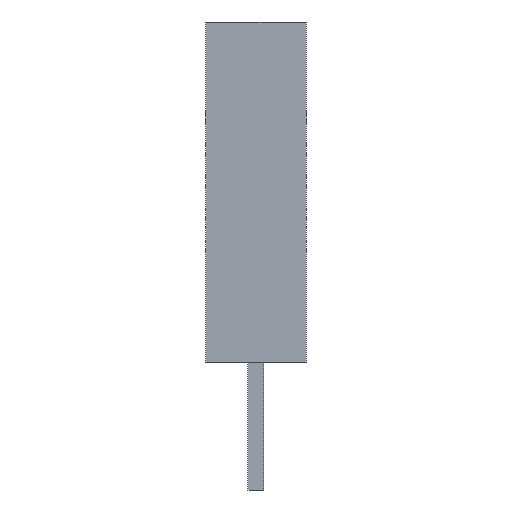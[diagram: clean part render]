
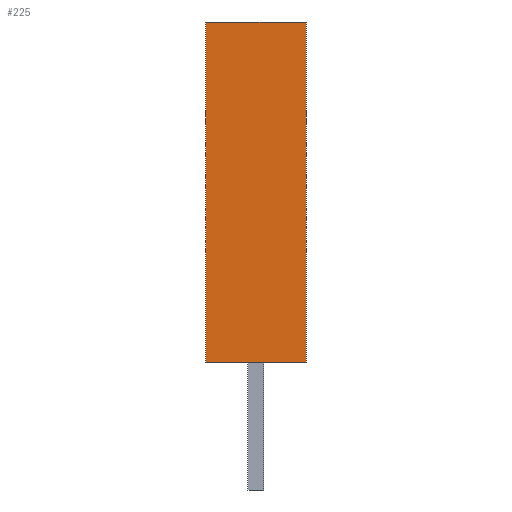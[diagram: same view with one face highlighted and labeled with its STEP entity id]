
A CAD part, left-side view. The second image highlights one B-rep face of the part: STEP entity #225.
In plain terms, the highlighted planar face has unit normal (-1, 0, 0).
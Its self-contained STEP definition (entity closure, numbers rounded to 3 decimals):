
#225=ADVANCED_FACE('',(#344),#345,.F.);
#344=FACE_OUTER_BOUND('',#410,.T.);
#345=PLANE('',#411);
#410=EDGE_LOOP('',(#487,#488,#489,#490));
#411=AXIS2_PLACEMENT_3D('',#491,#492,#493);
#487=ORIENTED_EDGE('',*,*,#597,.T.);
#488=ORIENTED_EDGE('',*,*,#611,.F.);
#489=ORIENTED_EDGE('',*,*,#604,.F.);
#490=ORIENTED_EDGE('',*,*,#593,.T.);
#491=CARTESIAN_POINT('',(22.48,-16.924,8.5));
#492=DIRECTION('',(1.0,0.0,0.0));
#493=DIRECTION('',(0.0,0.0,-1.0));
#593=EDGE_CURVE('',#648,#646,#649,.T.);
#597=EDGE_CURVE('',#646,#654,#655,.T.);
#604=EDGE_CURVE('',#648,#664,#665,.T.);
#611=EDGE_CURVE('',#664,#654,#676,.T.);
#646=VERTEX_POINT('',#723);
#648=VERTEX_POINT('',#726);
#649=LINE('',#727,#728);
#654=VERTEX_POINT('',#735);
#655=LINE('',#736,#737);
#664=VERTEX_POINT('',#750);
#665=LINE('',#751,#752);
#676=LINE('',#768,#769);
#723=CARTESIAN_POINT('',(22.48,-16.924,0.0));
#726=CARTESIAN_POINT('',(22.48,-16.924,8.5));
#727=CARTESIAN_POINT('',(22.48,-16.924,8.5));
#728=VECTOR('',#835,1.0);
#735=CARTESIAN_POINT('',(22.48,-19.424,0.0));
#736=CARTESIAN_POINT('',(22.48,-16.924,0.0));
#737=VECTOR('',#838,1.0);
#750=CARTESIAN_POINT('',(22.48,-19.424,8.5));
#751=CARTESIAN_POINT('',(22.48,-16.924,8.5));
#752=VECTOR('',#843,1.0);
#768=CARTESIAN_POINT('',(22.48,-19.424,8.5));
#769=VECTOR('',#849,1.0);
#835=DIRECTION('',(0.0,0.0,-1.0));
#838=DIRECTION('',(0.0,-1.0,0.0));
#843=DIRECTION('',(0.0,-1.0,0.0));
#849=DIRECTION('',(0.0,0.0,-1.0));
